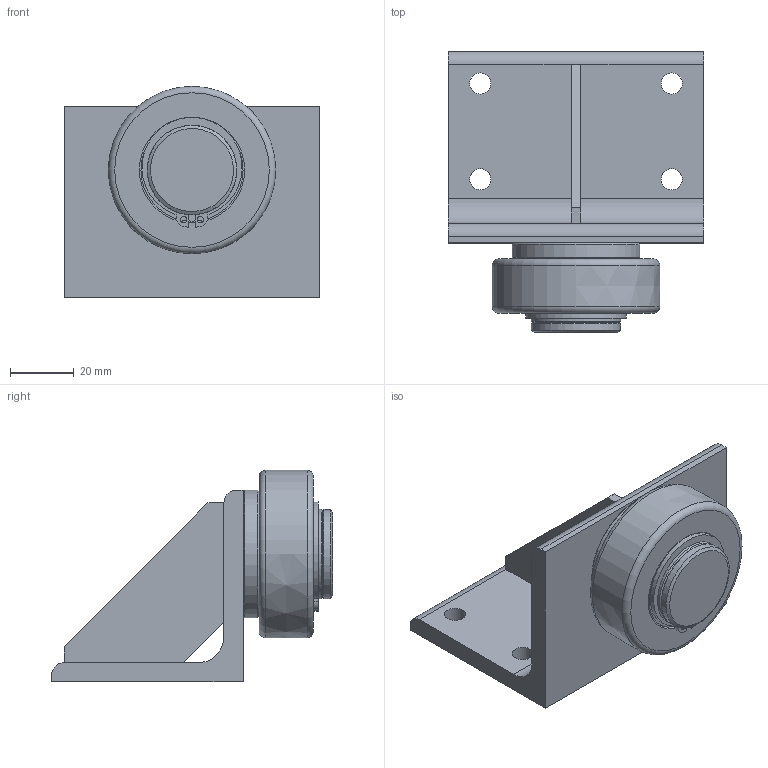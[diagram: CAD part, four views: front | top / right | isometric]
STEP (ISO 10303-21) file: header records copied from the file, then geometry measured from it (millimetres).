
FILE_DESCRIPTION(/* description */ ('-','CAx-IF Rec.Pracs.---Representation and Presentation of Product Manufacturing Information (PMI)---4.0---2014-10-13'),/* implementation_level */ '2;1');
FILE_NAME(/* name */ 'dfe01cda-d5f7-492d-80ec-72eb17cbc3d1.stp',/* time_stamp */ '2020-04-01T16:25:39+02:00',/* author */ ('-'),/* organization */ ('NTI CADcenter A/S'),/* preprocessor_version */ 'ST-DEVELOPER v18',/* originating_system */ 'Autodesk Inventor 2020',/* authorisation */ '-');
FILE_SCHEMA (('AP242_MANAGED_MODEL_BASED_3D_ENGINEERING_MIM_LF { 1 0 10303 442 1 1 4 }'));
Length unit declared in the file: millimetre
Products named in the file (1): TR 050.0360 BW1200_Kontur
Bounding box: 80 x 88 x 66.25 mm (x, y, z)
Volume: 101512.4 mm3; surface area: 40348.1 mm2
Topology: 1 solids, 1 shells, 364 faces, 1012 edges, 484 vertices
Faces by surface type: plane 211, cylinder 143, cone 6, torus 3, bspline 1
Full cylindrical faces by diameter (mm): 2 x2, 6.647 x5, 21 x1, 26.6 x1, 28 x2, 32 x1, 33 x2, 36 x2, 38 x2, 40 x1, 46 x2
Entity records: 11883 total; most frequent: DIRECTION 2540, ORIENTED_EDGE 2024, CARTESIAN_POINT 1887, AXIS2_PLACEMENT_3D 1164, EDGE_CURVE 1012, CIRCLE 800, VERTEX_POINT 484, EDGE_LOOP 388
